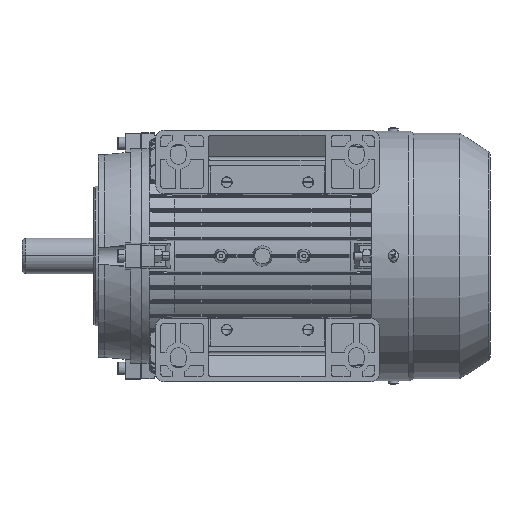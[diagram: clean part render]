
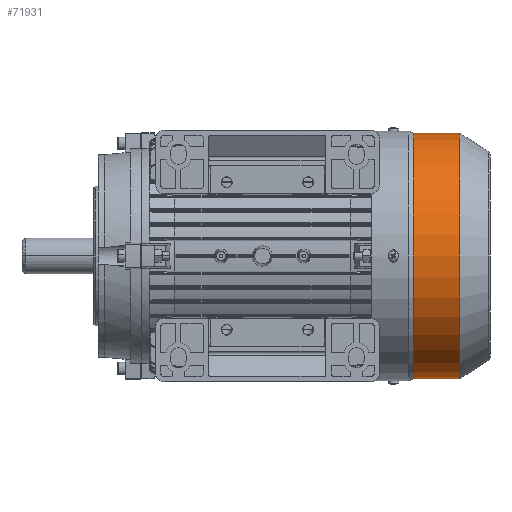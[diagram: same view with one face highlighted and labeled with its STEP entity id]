
A CAD part, front view. The second image highlights one B-rep face of the part: STEP entity #71931.
In plain terms, the highlighted cylindrical face has radius 96.7 mm (diameter 193.4 mm), a partial arc.
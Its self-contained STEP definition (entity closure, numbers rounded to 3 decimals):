
#66350 = VERTEX_POINT ( 'NONE', #81081 ) ;
#66352 = EDGE_CURVE ( 'NONE', #66350, #66381, #81239, .T. ) ;
#66380 = VERTEX_POINT ( 'NONE', #81283 ) ;
#66381 = VERTEX_POINT ( 'NONE', #81281 ) ;
#66446 = EDGE_CURVE ( 'NONE', #66494, #66380, #81761, .T. ) ;
#66494 = VERTEX_POINT ( 'NONE', #81931 ) ;
#71798 = ORIENTED_EDGE ( 'NONE', *, *, #66352, .F. ) ;
#71803 = ORIENTED_EDGE ( 'NONE', *, *, #71930, .T. ) ;
#71808 = ORIENTED_EDGE ( 'NONE', *, *, #66446, .T. ) ;
#71930 = EDGE_CURVE ( 'NONE', #66350, #66494, #96438, .T. ) ;
#71931 = ADVANCED_FACE ( 'NONE', ( #96434 ), #96433, .T. ) ;
#71933 = EDGE_LOOP ( 'NONE', ( #71798, #71803, #71808, #72004 ) ) ;
#72004 = ORIENTED_EDGE ( 'NONE', *, *, #72006, .F. ) ;
#72006 = EDGE_CURVE ( 'NONE', #66381, #66380, #96592, .T. ) ;
#81081 = CARTESIAN_POINT ( 'NONE',  ( 69.291, 0., -96.7 ) ) ;
#81234 = DIRECTION ( 'NONE',  ( -1., 0., 0. ) ) ;
#81236 = VECTOR ( 'NONE', #81234, 1000. ) ;
#81237 = CARTESIAN_POINT ( 'NONE',  ( 0., 0., -96.7 ) ) ;
#81239 = LINE ( 'NONE', #81237, #81236 ) ;
#81281 = CARTESIAN_POINT ( 'NONE',  ( 32.746, 0., -96.7 ) ) ;
#81283 = CARTESIAN_POINT ( 'NONE',  ( 32.746, 0., 96.7 ) ) ;
#81756 = DIRECTION ( 'NONE',  ( -1., 0., 0. ) ) ;
#81757 = VECTOR ( 'NONE', #81756, 1000. ) ;
#81759 = CARTESIAN_POINT ( 'NONE',  ( 0., 0., 96.7 ) ) ;
#81761 = LINE ( 'NONE', #81759, #81757 ) ;
#81931 = CARTESIAN_POINT ( 'NONE',  ( 69.291, 0., 96.7 ) ) ;
#96428 = DIRECTION ( 'NONE',  ( 0., 0., 1. ) ) ;
#96429 = DIRECTION ( 'NONE',  ( -1., 0., 0. ) ) ;
#96430 = CARTESIAN_POINT ( 'NONE',  ( 0., 0., 0. ) ) ;
#96431 = AXIS2_PLACEMENT_3D ( 'NONE', #96430, #96429, #96428 ) ;
#96433 = CYLINDRICAL_SURFACE ( 'NONE', #96431, 96.7 ) ;
#96434 = FACE_OUTER_BOUND ( 'NONE', #71933, .T. ) ;
#96435 = DIRECTION ( 'NONE',  ( 0., 0., 1. ) ) ;
#96436 = DIRECTION ( 'NONE',  ( -1., 0., 0. ) ) ;
#96437 = AXIS2_PLACEMENT_3D ( 'NONE', #96442, #96436, #96435 ) ;
#96438 = CIRCLE ( 'NONE', #96437, 96.7 ) ;
#96442 = CARTESIAN_POINT ( 'NONE',  ( 69.291, 0., 0. ) ) ;
#96588 = DIRECTION ( 'NONE',  ( 0., 0., 1. ) ) ;
#96589 = DIRECTION ( 'NONE',  ( -1., 0., 0. ) ) ;
#96590 = CARTESIAN_POINT ( 'NONE',  ( 32.746, 0., 0. ) ) ;
#96591 = AXIS2_PLACEMENT_3D ( 'NONE', #96590, #96589, #96588 ) ;
#96592 = CIRCLE ( 'NONE', #96591, 96.7 ) ;
